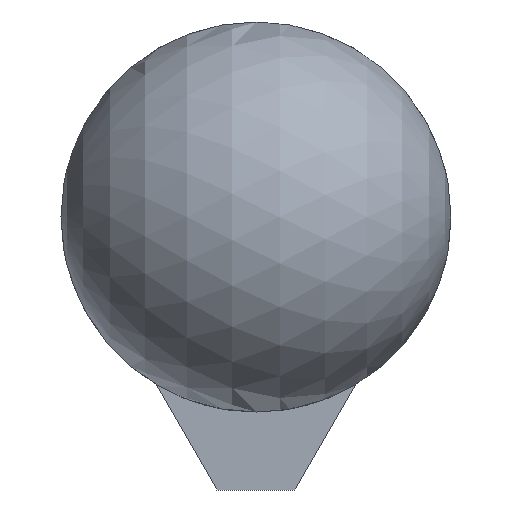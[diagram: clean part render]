
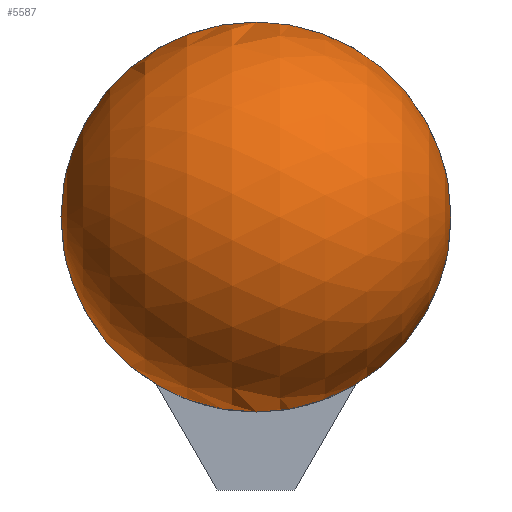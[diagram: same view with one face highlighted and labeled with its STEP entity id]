
A CAD part, front view. The second image highlights one B-rep face of the part: STEP entity #5587.
In plain terms, the highlighted spherical face has radius 5 mm.
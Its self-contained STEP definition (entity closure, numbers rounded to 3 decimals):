
#81 = DIRECTION ( 'NONE',  ( 1., 0., 0. ) ) ;
#103 = EDGE_LOOP ( 'NONE', ( #13163 ) ) ;
#885 = DIRECTION ( 'NONE',  ( 0., 1., 0. ) ) ;
#1708 = AXIS2_PLACEMENT_3D ( 'NONE', #12449, #885, #7238 ) ;
#2324 = CARTESIAN_POINT ( 'NONE',  ( 0., 5., 0. ) ) ;
#3245 = EDGE_CURVE ( 'NONE', #10479, #10479, #6474, .T. ) ;
#4187 = DIRECTION ( 'NONE',  ( 0., 0., 1. ) ) ;
#4851 = CARTESIAN_POINT ( 'NONE',  ( 0., 5., -5. ) ) ;
#5587 = ADVANCED_FACE ( 'NONE', ( #10419 ), #5815, .T. ) ;
#5815 = SPHERICAL_SURFACE ( 'NONE', #9928, 5. ) ;
#6474 = CIRCLE ( 'NONE', #1708, 5. ) ;
#7238 = DIRECTION ( 'NONE',  ( 0., 0., -1. ) ) ;
#9928 = AXIS2_PLACEMENT_3D ( 'NONE', #2324, #81, #4187 ) ;
#10419 = FACE_OUTER_BOUND ( 'NONE', #103, .T. ) ;
#10479 = VERTEX_POINT ( 'NONE', #4851 ) ;
#12449 = CARTESIAN_POINT ( 'NONE',  ( 0., 5., 0. ) ) ;
#13163 = ORIENTED_EDGE ( 'NONE', *, *, #3245, .F. ) ;
